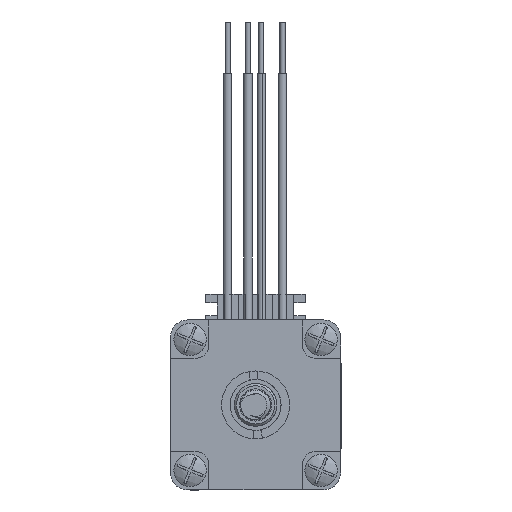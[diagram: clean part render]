
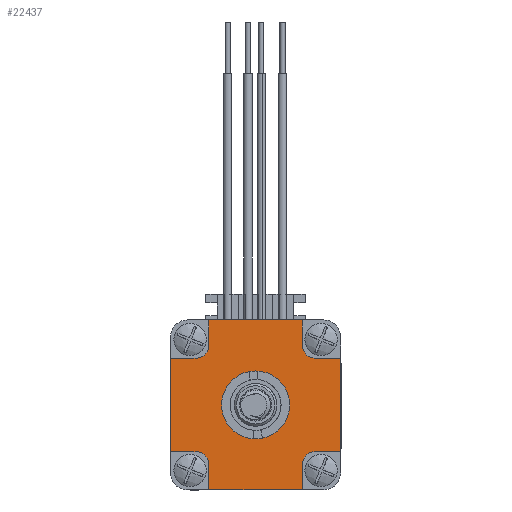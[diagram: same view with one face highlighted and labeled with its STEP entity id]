
A CAD part, left-side view. The second image highlights one B-rep face of the part: STEP entity #22437.
In plain terms, the highlighted planar face has unit normal (-1, 0, 0).
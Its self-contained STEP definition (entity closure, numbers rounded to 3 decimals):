
#395=PLANE('',#23830);
#1100=LINE('',#33821,#3141);
#1108=LINE('',#33838,#3149);
#1116=LINE('',#33855,#3157);
#1128=LINE('',#33879,#3169);
#1149=LINE('',#33941,#3190);
#1150=LINE('',#33944,#3191);
#1151=LINE('',#33946,#3192);
#1152=LINE('',#33949,#3193);
#1153=LINE('',#33951,#3194);
#1154=LINE('',#33954,#3195);
#1155=LINE('',#33956,#3196);
#1156=LINE('',#33959,#3197);
#3141=VECTOR('',#26615,11.);
#3149=VECTOR('',#26625,11.);
#3157=VECTOR('',#26635,11.);
#3169=VECTOR('',#26649,11.);
#3190=VECTOR('',#26708,3.);
#3191=VECTOR('',#26711,3.);
#3192=VECTOR('',#26712,3.);
#3193=VECTOR('',#26715,3.);
#3194=VECTOR('',#26716,3.);
#3195=VECTOR('',#26719,3.);
#3196=VECTOR('',#26720,3.);
#3197=VECTOR('',#26723,3.);
#5151=FACE_BOUND('',#6744,.T.);
#5425=FACE_OUTER_BOUND('',#6743,.T.);
#6743=EDGE_LOOP('',(#15393,#15394,#15395,#15396,#15397,#15398,#15399,#15400,
#15401,#15402,#15403,#15404,#15405,#15406,#15407,#15408));
#6744=EDGE_LOOP('',(#15409));
#8197=CIRCLE('',#23780,4.);
#8228=CIRCLE('',#23831,1.5);
#8229=CIRCLE('',#23832,1.5);
#8230=CIRCLE('',#23833,1.5);
#8231=CIRCLE('',#23834,1.5);
#9495=VERTEX_POINT('',#33758);
#9520=VERTEX_POINT('',#33818);
#9521=VERTEX_POINT('',#33820);
#9528=VERTEX_POINT('',#33835);
#9529=VERTEX_POINT('',#33837);
#9536=VERTEX_POINT('',#33852);
#9537=VERTEX_POINT('',#33854);
#9547=VERTEX_POINT('',#33876);
#9548=VERTEX_POINT('',#33878);
#9570=VERTEX_POINT('',#33940);
#9571=VERTEX_POINT('',#33942);
#9572=VERTEX_POINT('',#33945);
#9573=VERTEX_POINT('',#33947);
#9574=VERTEX_POINT('',#33950);
#9575=VERTEX_POINT('',#33952);
#9576=VERTEX_POINT('',#33955);
#9577=VERTEX_POINT('',#33957);
#11804=EDGE_CURVE('',#9495,#9495,#8197,.T.);
#11830=EDGE_CURVE('',#9520,#9521,#1100,.T.);
#11838=EDGE_CURVE('',#9528,#9529,#1108,.T.);
#11846=EDGE_CURVE('',#9536,#9537,#1116,.T.);
#11858=EDGE_CURVE('',#9547,#9548,#1128,.T.);
#11891=EDGE_CURVE('',#9570,#9547,#1149,.T.);
#11892=EDGE_CURVE('',#9571,#9570,#8228,.T.);
#11893=EDGE_CURVE('',#9537,#9571,#1150,.T.);
#11894=EDGE_CURVE('',#9572,#9536,#1151,.T.);
#11895=EDGE_CURVE('',#9573,#9572,#8229,.T.);
#11896=EDGE_CURVE('',#9529,#9573,#1152,.T.);
#11897=EDGE_CURVE('',#9574,#9528,#1153,.T.);
#11898=EDGE_CURVE('',#9575,#9574,#8230,.T.);
#11899=EDGE_CURVE('',#9521,#9575,#1154,.T.);
#11900=EDGE_CURVE('',#9576,#9520,#1155,.T.);
#11901=EDGE_CURVE('',#9577,#9576,#8231,.T.);
#11902=EDGE_CURVE('',#9548,#9577,#1156,.T.);
#15393=ORIENTED_EDGE('',*,*,#11858,.F.);
#15394=ORIENTED_EDGE('',*,*,#11891,.F.);
#15395=ORIENTED_EDGE('',*,*,#11892,.F.);
#15396=ORIENTED_EDGE('',*,*,#11893,.F.);
#15397=ORIENTED_EDGE('',*,*,#11846,.F.);
#15398=ORIENTED_EDGE('',*,*,#11894,.F.);
#15399=ORIENTED_EDGE('',*,*,#11895,.F.);
#15400=ORIENTED_EDGE('',*,*,#11896,.F.);
#15401=ORIENTED_EDGE('',*,*,#11838,.F.);
#15402=ORIENTED_EDGE('',*,*,#11897,.F.);
#15403=ORIENTED_EDGE('',*,*,#11898,.F.);
#15404=ORIENTED_EDGE('',*,*,#11899,.F.);
#15405=ORIENTED_EDGE('',*,*,#11830,.F.);
#15406=ORIENTED_EDGE('',*,*,#11900,.F.);
#15407=ORIENTED_EDGE('',*,*,#11901,.F.);
#15408=ORIENTED_EDGE('',*,*,#11902,.F.);
#15409=ORIENTED_EDGE('',*,*,#11804,.T.);
#22437=ADVANCED_FACE('',(#5425,#5151),#395,.F.);
#23780=AXIS2_PLACEMENT_3D('',#33759,#26550,#26551);
#23830=AXIS2_PLACEMENT_3D('',#33939,#26706,#26707);
#23831=AXIS2_PLACEMENT_3D('',#33943,#26709,#26710);
#23832=AXIS2_PLACEMENT_3D('',#33948,#26713,#26714);
#23833=AXIS2_PLACEMENT_3D('',#33953,#26717,#26718);
#23834=AXIS2_PLACEMENT_3D('',#33958,#26721,#26722);
#26550=DIRECTION('center_axis',(1.,0.,0.));
#26551=DIRECTION('ref_axis',(0.,0.,-1.));
#26615=DIRECTION('',(0.,1.,0.));
#26625=DIRECTION('',(0.,0.,1.));
#26635=DIRECTION('',(0.,-1.,0.));
#26649=DIRECTION('',(0.,0.,-1.));
#26706=DIRECTION('center_axis',(1.,0.,0.));
#26707=DIRECTION('ref_axis',(0.,0.,-1.));
#26708=DIRECTION('',(0.,-1.,0.));
#26709=DIRECTION('center_axis',(-1.,0.,0.));
#26710=DIRECTION('ref_axis',(0.,0.,-1.));
#26711=DIRECTION('',(0.,0.,-1.));
#26712=DIRECTION('',(0.,0.,1.));
#26713=DIRECTION('center_axis',(-1.,0.,0.));
#26714=DIRECTION('ref_axis',(0.,0.,-1.));
#26715=DIRECTION('',(0.,-1.,0.));
#26716=DIRECTION('',(0.,1.,0.));
#26717=DIRECTION('center_axis',(-1.,0.,0.));
#26718=DIRECTION('ref_axis',(0.,0.,-1.));
#26719=DIRECTION('',(0.,0.,1.));
#26720=DIRECTION('',(0.,0.,-1.));
#26721=DIRECTION('center_axis',(-1.,0.,0.));
#26722=DIRECTION('ref_axis',(0.,0.,1.));
#26723=DIRECTION('',(0.,1.,0.));
#33758=CARTESIAN_POINT('',(0.,0.,-4.));
#33759=CARTESIAN_POINT('Origin',(0.,0.,0.));
#33818=CARTESIAN_POINT('',(0.,-5.5,-10.));
#33820=CARTESIAN_POINT('',(0.,5.5,-10.));
#33821=CARTESIAN_POINT('',(0.,10.,-10.));
#33835=CARTESIAN_POINT('',(0.,10.,-5.5));
#33837=CARTESIAN_POINT('',(0.,10.,5.5));
#33838=CARTESIAN_POINT('',(0.,10.,10.));
#33852=CARTESIAN_POINT('',(0.,5.5,10.));
#33854=CARTESIAN_POINT('',(0.,-5.5,10.));
#33855=CARTESIAN_POINT('',(0.,10.,10.));
#33876=CARTESIAN_POINT('',(0.,-10.,5.5));
#33878=CARTESIAN_POINT('',(0.,-10.,-5.5));
#33879=CARTESIAN_POINT('',(0.,-10.,10.));
#33939=CARTESIAN_POINT('Origin',(0.,0.,0.));
#33940=CARTESIAN_POINT('',(0.,-7.,5.5));
#33941=CARTESIAN_POINT('',(0.,-7.,5.5));
#33942=CARTESIAN_POINT('',(0.,-5.5,7.));
#33943=CARTESIAN_POINT('Origin',(0.,-7.,7.));
#33944=CARTESIAN_POINT('',(0.,-5.5,7.));
#33945=CARTESIAN_POINT('',(0.,5.5,7.));
#33946=CARTESIAN_POINT('',(0.,5.5,7.));
#33947=CARTESIAN_POINT('',(0.,7.,5.5));
#33948=CARTESIAN_POINT('Origin',(0.,7.,7.));
#33949=CARTESIAN_POINT('',(0.,7.,5.5));
#33950=CARTESIAN_POINT('',(0.,7.,-5.5));
#33951=CARTESIAN_POINT('',(0.,7.,-5.5));
#33952=CARTESIAN_POINT('',(0.,5.5,-7.));
#33953=CARTESIAN_POINT('Origin',(0.,7.,-7.));
#33954=CARTESIAN_POINT('',(0.,5.5,-7.));
#33955=CARTESIAN_POINT('',(0.,-5.5,-7.));
#33956=CARTESIAN_POINT('',(0.,-5.5,-7.));
#33957=CARTESIAN_POINT('',(0.,-7.,-5.5));
#33958=CARTESIAN_POINT('Origin',(0.,-7.,-7.));
#33959=CARTESIAN_POINT('',(0.,-7.,-5.5));
